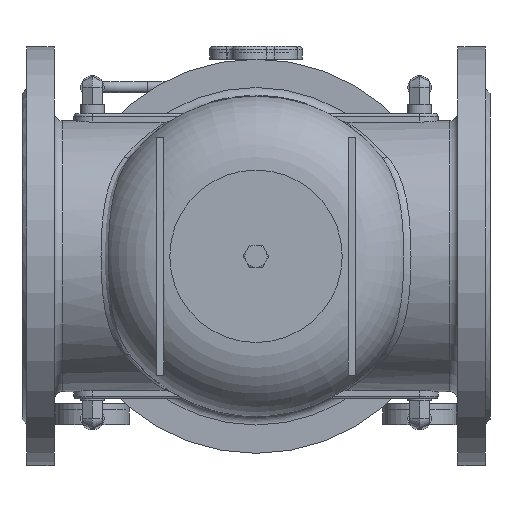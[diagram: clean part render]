
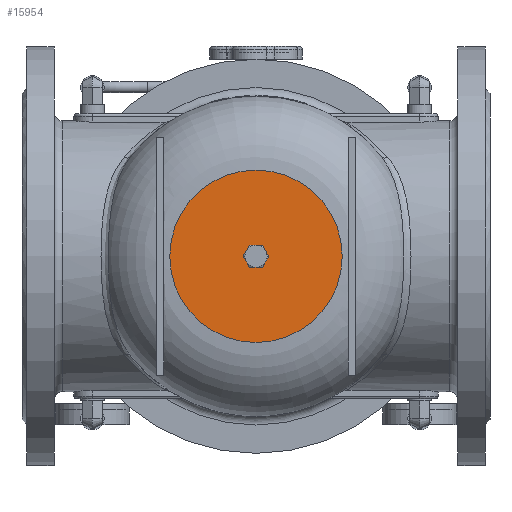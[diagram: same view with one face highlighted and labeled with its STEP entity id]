
A CAD part, front view. The second image highlights one B-rep face of the part: STEP entity #15954.
In plain terms, the highlighted planar face has unit normal (0, -1, 0).
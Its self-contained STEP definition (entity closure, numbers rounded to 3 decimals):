
#592=FACE_BOUND('',#5480,.T.);
#4495=FACE_OUTER_BOUND('',#5479,.T.);
#5479=EDGE_LOOP('',(#12064));
#5480=EDGE_LOOP('',(#12065));
#6383=CIRCLE('',#17233,70.);
#6542=CIRCLE('',#17526,6.5);
#7197=VERTEX_POINT('',#24393);
#7410=VERTEX_POINT('',#26604);
#8748=EDGE_CURVE('',#7197,#7197,#6383,.T.);
#9112=EDGE_CURVE('',#7410,#7410,#6542,.T.);
#12064=ORIENTED_EDGE('',*,*,#8748,.F.);
#12065=ORIENTED_EDGE('',*,*,#9112,.T.);
#15364=PLANE('',#17525);
#15954=ADVANCED_FACE('',(#4495,#592),#15364,.F.);
#17233=AXIS2_PLACEMENT_3D('',#24394,#19134,#19135);
#17525=AXIS2_PLACEMENT_3D('',#26603,#19863,#19864);
#17526=AXIS2_PLACEMENT_3D('',#26605,#19865,#19866);
#19134=DIRECTION('center_axis',(0.,1.,0.));
#19135=DIRECTION('ref_axis',(1.,0.,0.));
#19863=DIRECTION('center_axis',(0.,1.,0.));
#19864=DIRECTION('ref_axis',(0.,0.,1.));
#19865=DIRECTION('center_axis',(0.,1.,0.));
#19866=DIRECTION('ref_axis',(1.,0.,0.));
#24393=CARTESIAN_POINT('',(0.,-140.,70.));
#24394=CARTESIAN_POINT('Origin',(0.,-140.,0.));
#26603=CARTESIAN_POINT('Origin',(0.,-140.,0.));
#26604=CARTESIAN_POINT('',(-6.5,-140.,0.));
#26605=CARTESIAN_POINT('Origin',(0.,-140.,0.));
